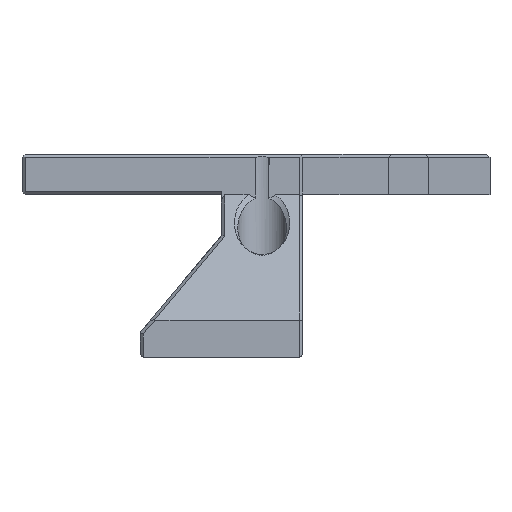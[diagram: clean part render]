
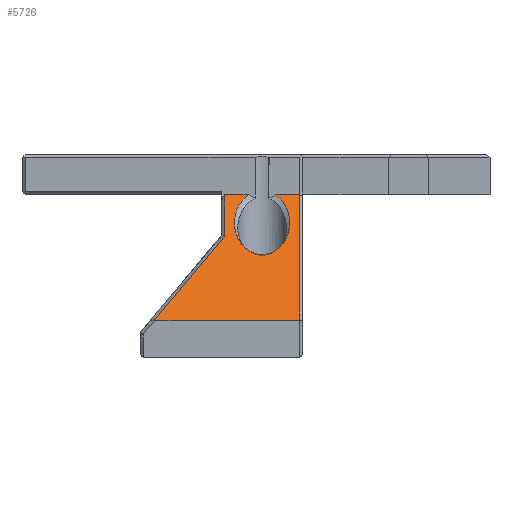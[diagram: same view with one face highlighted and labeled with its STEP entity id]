
A CAD part, left-side view. The second image highlights one B-rep face of the part: STEP entity #5726.
In plain terms, the highlighted face is planar.
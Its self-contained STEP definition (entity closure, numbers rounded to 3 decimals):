
#181 = EDGE_CURVE ( 'NONE', #2434, #1285, #4873, .T. ) ;
#202 = LINE ( 'NONE', #6316, #890 ) ;
#285 = VECTOR ( 'NONE', #2876, 1000. ) ;
#405 = ORIENTED_EDGE ( 'NONE', *, *, #4022, .F. ) ;
#415 = EDGE_CURVE ( 'NONE', #1682, #1258, #202, .T. ) ;
#471 = CARTESIAN_POINT ( 'NONE',  ( -30.5, 0.4, 5. ) ) ;
#541 = CARTESIAN_POINT ( 'NONE',  ( -30.5, -1.8, 5. ) ) ;
#615 = ORIENTED_EDGE ( 'NONE', *, *, #625, .F. ) ;
#625 = EDGE_CURVE ( 'NONE', #873, #3746, #3503, .T. ) ;
#689 = CARTESIAN_POINT ( 'NONE',  ( -36.165, -6.409, 11.751 ) ) ;
#873 = VERTEX_POINT ( 'NONE', #4650 ) ;
#890 = VECTOR ( 'NONE', #1399, 1000. ) ;
#982 = VECTOR ( 'NONE', #3011, 1000. ) ;
#1091 = DIRECTION ( 'NONE',  ( 0.631, -0.193, -0.752 ) ) ;
#1098 = AXIS2_PLACEMENT_3D ( 'NONE', #471, #4158, #2944 ) ;
#1112 = FACE_OUTER_BOUND ( 'NONE', #4675, .T. ) ;
#1221 = ORIENTED_EDGE ( 'NONE', *, *, #3553, .F. ) ;
#1258 = VERTEX_POINT ( 'NONE', #7817 ) ;
#1265 = DIRECTION ( 'NONE',  ( 0.541, 0.541, -0.644 ) ) ;
#1285 = VERTEX_POINT ( 'NONE', #4159 ) ;
#1298 = CARTESIAN_POINT ( 'NONE',  ( -35.655, -7.15, 11.143 ) ) ;
#1313 = ORIENTED_EDGE ( 'NONE', *, *, #7475, .F. ) ;
#1381 = CARTESIAN_POINT ( 'NONE',  ( -31.062, -7.085, 5.669 ) ) ;
#1399 = DIRECTION ( 'NONE',  ( 0.643, 0., -0.766 ) ) ;
#1682 = VERTEX_POINT ( 'NONE', #2236 ) ;
#1714 = CARTESIAN_POINT ( 'NONE',  ( -43.364, -17.777, 20.331 ) ) ;
#2188 = EDGE_CURVE ( 'NONE', #1258, #2434, #3579, .T. ) ;
#2236 = CARTESIAN_POINT ( 'NONE',  ( -34.787, -9.2, 10.109 ) ) ;
#2434 = VERTEX_POINT ( 'NONE', #2866 ) ;
#2442 = CARTESIAN_POINT ( 'NONE',  ( -34.635, -1.07, 9.928 ) ) ;
#2595 = CARTESIAN_POINT ( 'NONE',  ( -36.226, -2.564, 11.824 ) ) ;
#2690 = ORIENTED_EDGE ( 'NONE', *, *, #4229, .F. ) ;
#2866 = CARTESIAN_POINT ( 'NONE',  ( -30.5, -6.197, 5. ) ) ;
#2876 = DIRECTION ( 'NONE',  ( 0., 1., 0. ) ) ;
#2944 = DIRECTION ( 'NONE',  ( 0., 1., 0. ) ) ;
#3011 = DIRECTION ( 'NONE',  ( 0., 1., 0. ) ) ;
#3097 = CARTESIAN_POINT ( 'NONE',  ( -36.385, -10.798, 12.013 ) ) ;
#3118 = DIRECTION ( 'NONE',  ( 0., -1., 0. ) ) ;
#3214 = CARTESIAN_POINT ( 'NONE',  ( -30.5, -6.197, 5. ) ) ;
#3266 = ORIENTED_EDGE ( 'NONE', *, *, #2188, .F. ) ;
#3373 = CARTESIAN_POINT ( 'NONE',  ( -34.33, -8.114, 9.564 ) ) ;
#3503 = LINE ( 'NONE', #5291, #3607 ) ;
#3521 = PLANE ( 'NONE',  #1098 ) ;
#3553 = EDGE_CURVE ( 'NONE', #5026, #6505, #5906, .T. ) ;
#3579 = LINE ( 'NONE', #541, #982 ) ;
#3607 = VECTOR ( 'NONE', #1091, 1000. ) ;
#3705 = CARTESIAN_POINT ( 'NONE',  ( -30.636, -6.466, 5.162 ) ) ;
#3746 = VERTEX_POINT ( 'NONE', #1714 ) ;
#3861 = CARTESIAN_POINT ( 'NONE',  ( -30.5, -3.003, 5. ) ) ;
#3994 = CARTESIAN_POINT ( 'NONE',  ( -27.616, 0., 1.563 ) ) ;
#4006 = ORIENTED_EDGE ( 'NONE', *, *, #415, .F. ) ;
#4022 = EDGE_CURVE ( 'NONE', #1285, #5026, #7834, .T. ) ;
#4158 = DIRECTION ( 'NONE',  ( 0.766, 0., 0.643 ) ) ;
#4159 = CARTESIAN_POINT ( 'NONE',  ( -30.5, -3.003, 5. ) ) ;
#4229 = EDGE_CURVE ( 'NONE', #6505, #873, #6163, .T. ) ;
#4332 = CARTESIAN_POINT ( 'NONE',  ( -30.5, 0., 5. ) ) ;
#4414 = CARTESIAN_POINT ( 'NONE',  ( -32.358, -1.154, 7.214 ) ) ;
#4650 = CARTESIAN_POINT ( 'NONE',  ( -43.4, -17.767, 20.374 ) ) ;
#4675 = EDGE_LOOP ( 'NONE', ( #615, #2690, #1221, #405, #5915, #3266, #4006, #1313 ) ) ;
#4862 = VECTOR ( 'NONE', #6512, 1000. ) ;
#4873 = B_SPLINE_CURVE_WITH_KNOTS ( 'NONE', 3,
 ( #3214, #3705, #1381, #6145, #3373, #1298, #689, #5606, #5805, #2595, #2442, #4414, #5649, #6859, #3861 ),
 .UNSPECIFIED., .F., .F.,
 ( 4, 1, 1, 1, 1, 1, 1, 1, 1, 1, 1, 1, 4 ),
 ( 0.467, 0.732, 1.133, 1.937, 2.472, 2.606, 2.74, 3.275, 3.543, 4.347, 5.15, 5.552, 5.816 ),
 .UNSPECIFIED. ) ;
#5026 = VERTEX_POINT ( 'NONE', #4332 ) ;
#5113 = CARTESIAN_POINT ( 'NONE',  ( -43.4, 0., 20.374 ) ) ;
#5291 = CARTESIAN_POINT ( 'NONE',  ( -37.698, -19.508, 13.578 ) ) ;
#5606 = CARTESIAN_POINT ( 'NONE',  ( -36.583, -5.593, 12.25 ) ) ;
#5649 = CARTESIAN_POINT ( 'NONE',  ( -31.062, -2.115, 5.67 ) ) ;
#5726 = ADVANCED_FACE ( 'NONE', ( #1112 ), #3521, .F. ) ;
#5805 = CARTESIAN_POINT ( 'NONE',  ( -36.742, -4.416, 12.439 ) ) ;
#5906 = LINE ( 'NONE', #3994, #4862 ) ;
#5915 = ORIENTED_EDGE ( 'NONE', *, *, #181, .F. ) ;
#6053 = CARTESIAN_POINT ( 'NONE',  ( -30.5, -1.8, 5. ) ) ;
#6145 = CARTESIAN_POINT ( 'NONE',  ( -32.359, -8.048, 7.216 ) ) ;
#6163 = LINE ( 'NONE', #7463, #6217 ) ;
#6175 = LINE ( 'NONE', #3097, #7050 ) ;
#6217 = VECTOR ( 'NONE', #3118, 1000. ) ;
#6316 = CARTESIAN_POINT ( 'NONE',  ( -24.951, -9.2, -1.613 ) ) ;
#6505 = VERTEX_POINT ( 'NONE', #5113 ) ;
#6512 = DIRECTION ( 'NONE',  ( -0.643, 0., 0.766 ) ) ;
#6859 = CARTESIAN_POINT ( 'NONE',  ( -30.636, -2.734, 5.163 ) ) ;
#7050 = VECTOR ( 'NONE', #1265, 1000. ) ;
#7463 = CARTESIAN_POINT ( 'NONE',  ( -43.4, 0.45, 20.374 ) ) ;
#7475 = EDGE_CURVE ( 'NONE', #3746, #1682, #6175, .T. ) ;
#7817 = CARTESIAN_POINT ( 'NONE',  ( -30.5, -9.2, 5. ) ) ;
#7834 = LINE ( 'NONE', #6053, #285 ) ;
